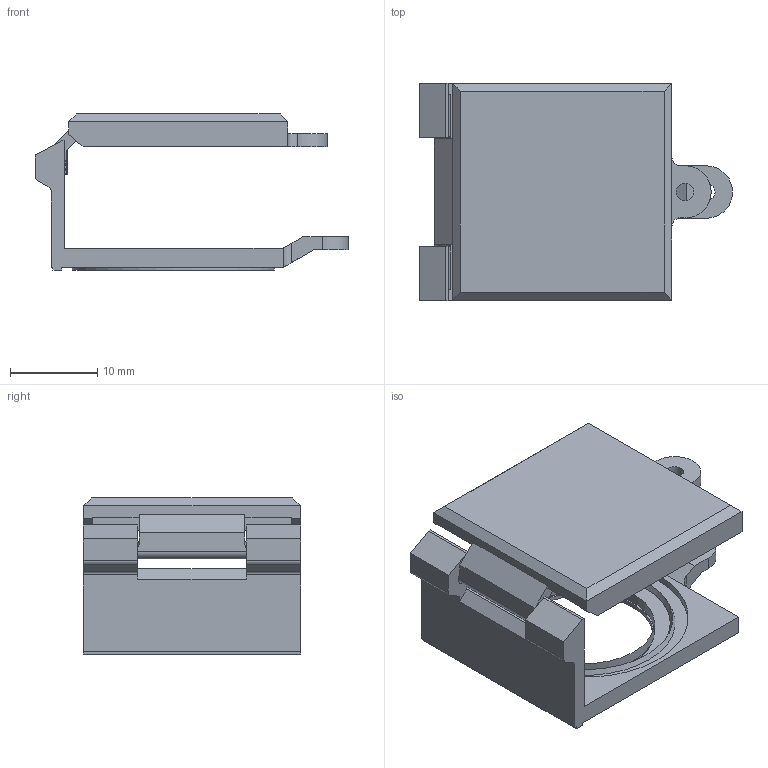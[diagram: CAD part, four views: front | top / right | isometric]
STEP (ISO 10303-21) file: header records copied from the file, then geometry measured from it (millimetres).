
FILE_DESCRIPTION(/* description */ (''),/* implementation_level */ '2;1');
FILE_NAME(/* name */ 'KDQ16_ipt.stp',/* time_stamp */ '2018-06-08T12:00:53+02:00',/* author */ ('thagel'),/* organization */ (''),/* preprocessor_version */ 'ST-DEVELOPER v16.1',/* originating_system */ 'Autodesk Inventor 2016',/* authorisation */ '');
FILE_SCHEMA (('CONFIG_CONTROL_DESIGN'));
Length unit declared in the file: centimetre
Products named in the file (1): KDQ16
Bounding box: 35.9 x 24.95 x 17.9 mm (x, y, z)
Volume: 2350.8 mm3; surface area: 4161 mm2
Topology: 2 solids, 2 shells, 117 faces, 311 edges, 196 vertices
Faces by surface type: plane 84, cylinder 22, torus 5, bspline 4, cone 2
Full cylindrical faces by diameter (mm): 1.8 x1, 2 x2, 23.2 x1, 23.7 x1, 23.8 x1
Entity records: 3648 total; most frequent: CARTESIAN_POINT 753, ORIENTED_EDGE 592, DIRECTION 579, EDGE_CURVE 296, LINE 225, VECTOR 225, VERTEX_POINT 195, AXIS2_PLACEMENT_3D 177
